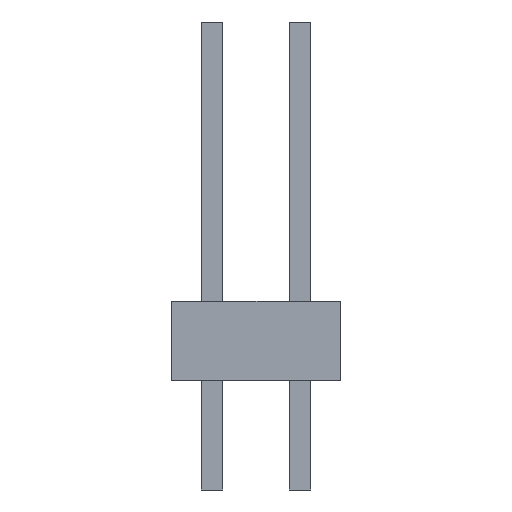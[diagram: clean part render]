
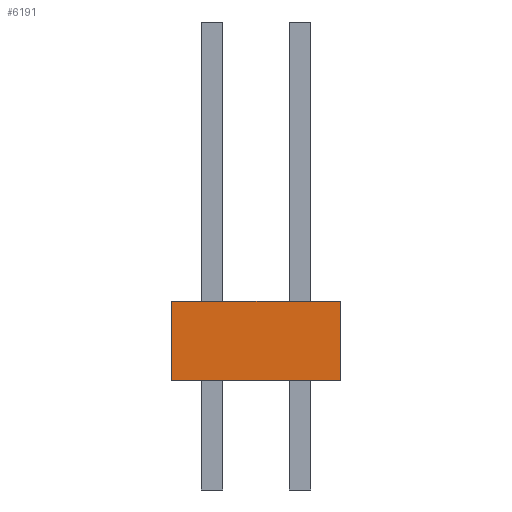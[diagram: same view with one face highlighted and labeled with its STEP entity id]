
A CAD part, left-side view. The second image highlights one B-rep face of the part: STEP entity #6191.
In plain terms, the highlighted planar face has unit normal (-1, 0, 0).
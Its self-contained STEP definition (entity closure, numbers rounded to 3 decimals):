
#158=DIRECTION('',(0.,0.,-1.));
#159=VECTOR('',#158,2.286);
#160=CARTESIAN_POINT('',(-16.307,2.438,0.));
#161=LINE('',#160,#159);
#554=DIRECTION('',(0.,-1.,0.));
#555=VECTOR('',#554,4.877);
#556=CARTESIAN_POINT('',(-16.307,2.438,-2.286));
#557=LINE('',#556,#555);
#850=DIRECTION('',(0.,-1.,0.));
#851=VECTOR('',#850,4.877);
#852=CARTESIAN_POINT('',(-16.307,2.438,0.));
#853=LINE('',#852,#851);
#1482=DIRECTION('',(0.,0.,-1.));
#1483=VECTOR('',#1482,2.286);
#1484=CARTESIAN_POINT('',(-16.307,-2.438,0.));
#1485=LINE('',#1484,#1483);
#4166=CARTESIAN_POINT('',(-16.307,2.438,0.));
#4167=CARTESIAN_POINT('',(-16.307,2.438,-2.286));
#4168=VERTEX_POINT('',#4166);
#4169=VERTEX_POINT('',#4167);
#4174=CARTESIAN_POINT('',(-16.307,-2.438,0.));
#4175=CARTESIAN_POINT('',(-16.307,-2.438,-2.286));
#4176=VERTEX_POINT('',#4174);
#4177=VERTEX_POINT('',#4175);
#6178=CARTESIAN_POINT('',(-16.307,2.438,0.));
#6179=DIRECTION('',(-1.,0.,0.));
#6180=DIRECTION('',(0.,0.,-1.));
#6181=AXIS2_PLACEMENT_3D('',#6178,#6179,#6180);
#6182=PLANE('',#6181);
#6183=ORIENTED_EDGE('',*,*,#5527,.F.);
#6185=ORIENTED_EDGE('',*,*,#6184,.T.);
#6187=ORIENTED_EDGE('',*,*,#6186,.T.);
#6188=ORIENTED_EDGE('',*,*,#5844,.F.);
#6189=EDGE_LOOP('',(#6183,#6185,#6187,#6188));
#6190=FACE_OUTER_BOUND('',#6189,.F.);
#5527=EDGE_CURVE('',#4168,#4169,#161,.T.);
#5844=EDGE_CURVE('',#4169,#4177,#557,.T.);
#6184=EDGE_CURVE('',#4168,#4176,#853,.T.);
#6186=EDGE_CURVE('',#4176,#4177,#1485,.T.);
#6191=ADVANCED_FACE('',(#6190),#6182,.T.);
